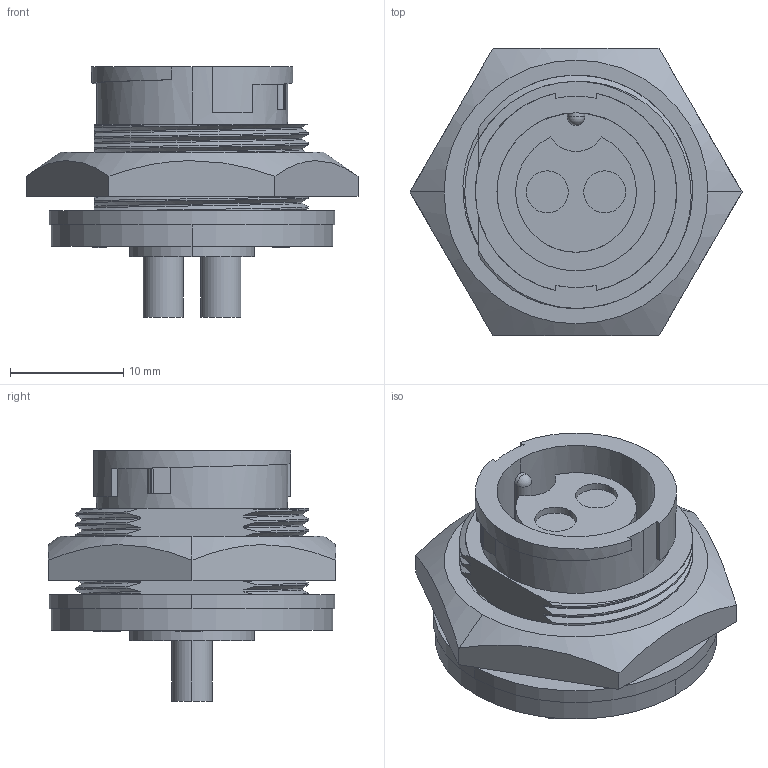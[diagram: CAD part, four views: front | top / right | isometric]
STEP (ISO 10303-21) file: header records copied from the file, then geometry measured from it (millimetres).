
FILE_DESCRIPTION (( 'STEP AP203' ), '1' );
FILE_NAME ('4180-2SG-300.STEP', '2014-08-25T15:10:57', ( '' ), ( '' ), 'SwSTEP 2.0', 'SolidWorks 2014', '' );
FILE_SCHEMA (( 'CONFIG_CONTROL_DESIGN' ));
Length unit declared in the file: millimetre
Products named in the file (1): 4180-2SG-300
Bounding box: 29.33 x 25.4 x 22.12 mm (x, y, z)
Volume: 5445.4 mm3; surface area: 4151.6 mm2
Topology: 2 solids, 2 shells, 212 faces, 573 edges, 380 vertices
Faces by surface type: plane 86, cylinder 73, bspline 50, cone 2, sphere 1
Entity records: 14157 total; most frequent: CARTESIAN_POINT 9356, ORIENTED_EDGE 1142, DIRECTION 765, EDGE_CURVE 571, VERTEX_POINT 379, VECTOR 291, LINE 291, AXIS2_PLACEMENT_3D 237
